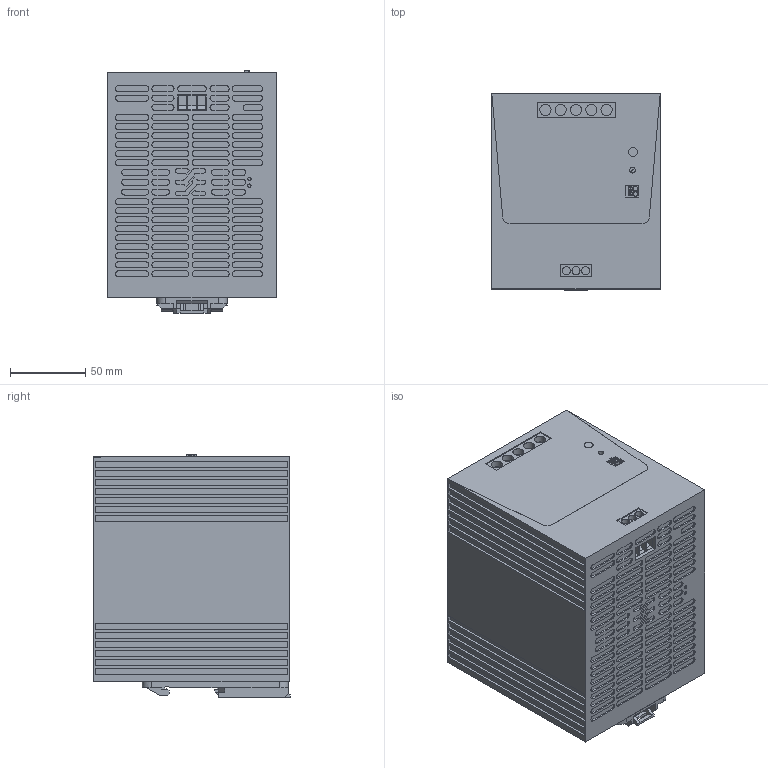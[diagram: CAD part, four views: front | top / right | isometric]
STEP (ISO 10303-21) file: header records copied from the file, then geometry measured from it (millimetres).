
FILE_DESCRIPTION(('CATIA V5 STEP Exchange','CAx-IF Rec.Pracs.--- Model Styling and Organization---1.5--- 2016-08-15','CAx-IF Rec.Pracs.---Supplemental Geometry---1.0---2011-11-01','CAx-IF Rec.Pracs.--- Composite Materials ---1.1---2010-07-15'),'2;1');
FILE_NAME ('D1616902_0', '2024-06-20T10:54:57+00:00', ('none'), ('Weidmueller'), 'CATIA Version 5-6 Release 2022 SP4 HF5', 'CATIA V5 STEP AP214 v3', 'none');
FILE_SCHEMA(('AUTOMOTIVE_DESIGN { 1 0 10303 214 1 1 1 1 }'));
Length unit declared in the file: millimetre
Products named in the file (1): S3D_PRO_ECO_960W_XXX_II
Bounding box: 112 x 130.75 x 161.6 mm (x, y, z)
Volume: 2143202.4 mm3; surface area: 146290.4 mm2
Topology: 2 solids, 2 shells, 1402 faces, 3505 edges, 2342 vertices
Faces by surface type: plane 984, cylinder 408, extrusion 10
Entity records: 39106 total; most frequent: ORIENTED_EDGE 7010, CARTESIAN_POINT 6837, DIRECTION 4863, EDGE_CURVE 3505, VECTOR 2615, LINE 2605, VERTEX_POINT 2342, EDGE_LOOP 1639
